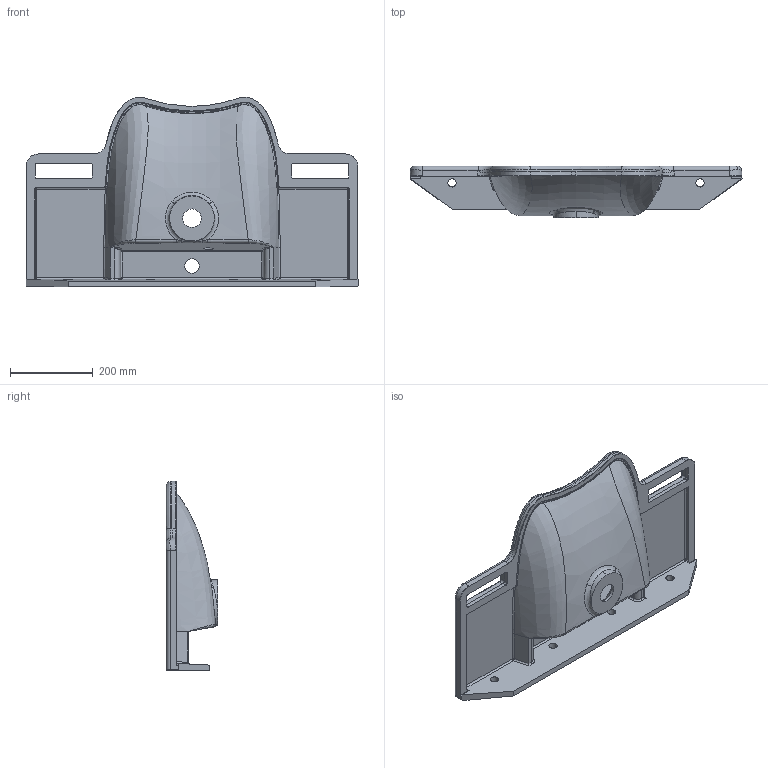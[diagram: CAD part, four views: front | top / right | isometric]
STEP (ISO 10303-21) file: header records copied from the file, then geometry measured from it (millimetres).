
FILE_DESCRIPTION (( 'STEP AP214' ), '1' );
FILE_NAME ('Krakov.STEP', '2019-02-12T10:18:13', ( '' ), ( '' ), 'SwSTEP 2.0', 'SolidWorks 2018', '' );
FILE_SCHEMA (( 'AUTOMOTIVE_DESIGN' ));
Length unit declared in the file: millimetre
Products named in the file (2): Krakov
Bounding box: 803.14 x 125 x 458.47 mm (x, y, z)
Volume: 6637853.7 mm3; surface area: 916484.4 mm2
Topology: 1 solids, 1 shells, 262 faces, 653 edges, 377 vertices
Faces by surface type: bspline 123, cylinder 68, plane 51, sphere 12, torus 4, cone 4
Entity records: 28920 total; most frequent: CARTESIAN_POINT 23699, ORIENTED_EDGE 1274, DIRECTION 780, EDGE_CURVE 637, VERTEX_POINT 377, EDGE_LOOP 280, AXIS2_PLACEMENT_3D 272, FACE_OUTER_BOUND 262
